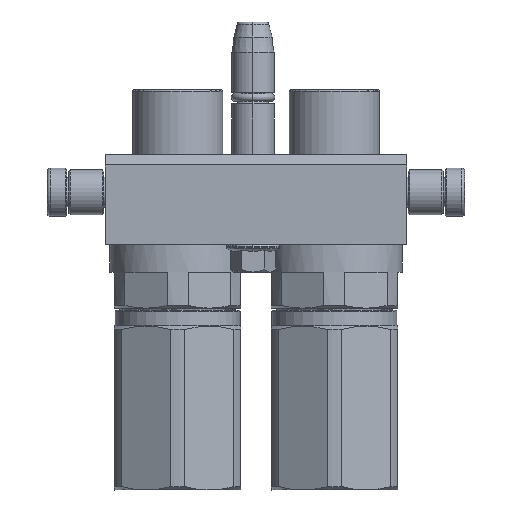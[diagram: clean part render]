
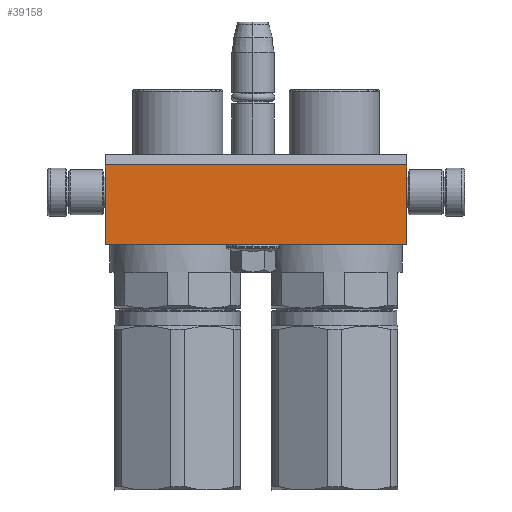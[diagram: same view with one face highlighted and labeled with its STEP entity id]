
A CAD part, left-side view. The second image highlights one B-rep face of the part: STEP entity #39158.
In plain terms, the highlighted face is planar.
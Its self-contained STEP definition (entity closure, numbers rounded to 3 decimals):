
#1549 = FACE_OUTER_BOUND ( 'NONE', #29592, .T. ) ;
#3209 = VECTOR ( 'NONE', #40307, 1000. ) ;
#3420 = AXIS2_PLACEMENT_3D ( 'NONE', #22419, #34744, #35034 ) ;
#4974 = VERTEX_POINT ( 'NONE', #17988 ) ;
#6985 = VERTEX_POINT ( 'NONE', #17779 ) ;
#7307 = LINE ( 'NONE', #18635, #34841 ) ;
#8214 = EDGE_CURVE ( 'NONE', #22822, #4974, #24370, .T. ) ;
#8775 = LINE ( 'NONE', #14349, #20145 ) ;
#9631 = DIRECTION ( 'NONE',  ( 0., 1., 0. ) ) ;
#10458 = ORIENTED_EDGE ( 'NONE', *, *, #14078, .F. ) ;
#13036 = PLANE ( 'NONE',  #3420 ) ;
#14078 = EDGE_CURVE ( 'NONE', #4974, #6985, #7307, .T. ) ;
#14349 = CARTESIAN_POINT ( 'NONE',  ( 50., -15., 56. ) ) ;
#15065 = VERTEX_POINT ( 'NONE', #26372 ) ;
#16022 = VECTOR ( 'NONE', #9631, 1000. ) ;
#17779 = CARTESIAN_POINT ( 'NONE',  ( 50., 11.536, 56. ) ) ;
#17988 = CARTESIAN_POINT ( 'NONE',  ( -50., 11.536, 56. ) ) ;
#18335 = CARTESIAN_POINT ( 'NONE',  ( -50., -15., 56. ) ) ;
#18635 = CARTESIAN_POINT ( 'NONE',  ( -50., 11.536, 56. ) ) ;
#20145 = VECTOR ( 'NONE', #39507, 1000. ) ;
#20762 = ORIENTED_EDGE ( 'NONE', *, *, #21625, .T. ) ;
#21625 = EDGE_CURVE ( 'NONE', #15065, #6985, #8775, .T. ) ;
#22036 = CARTESIAN_POINT ( 'NONE',  ( -50., -15., 56. ) ) ;
#22419 = CARTESIAN_POINT ( 'NONE',  ( -50., -15., 56. ) ) ;
#22822 = VERTEX_POINT ( 'NONE', #25531 ) ;
#24370 = LINE ( 'NONE', #22036, #16022 ) ;
#25531 = CARTESIAN_POINT ( 'NONE',  ( -50., -15., 56. ) ) ;
#26372 = CARTESIAN_POINT ( 'NONE',  ( 50., -15., 56. ) ) ;
#26950 = ORIENTED_EDGE ( 'NONE', *, *, #8214, .F. ) ;
#28171 = EDGE_CURVE ( 'NONE', #22822, #15065, #29360, .T. ) ;
#29360 = LINE ( 'NONE', #18335, #3209 ) ;
#29592 = EDGE_LOOP ( 'NONE', ( #26950, #35561, #20762, #10458 ) ) ;
#34566 = DIRECTION ( 'NONE',  ( 1., 0., 0. ) ) ;
#34744 = DIRECTION ( 'NONE',  ( 0., 0., 1. ) ) ;
#34841 = VECTOR ( 'NONE', #34566, 1000. ) ;
#35034 = DIRECTION ( 'NONE',  ( 1., 0., 0. ) ) ;
#35561 = ORIENTED_EDGE ( 'NONE', *, *, #28171, .T. ) ;
#39158 = ADVANCED_FACE ( 'NONE', ( #1549 ), #13036, .T. ) ;
#39507 = DIRECTION ( 'NONE',  ( 0., 1., 0. ) ) ;
#40307 = DIRECTION ( 'NONE',  ( 1., 0., 0. ) ) ;
